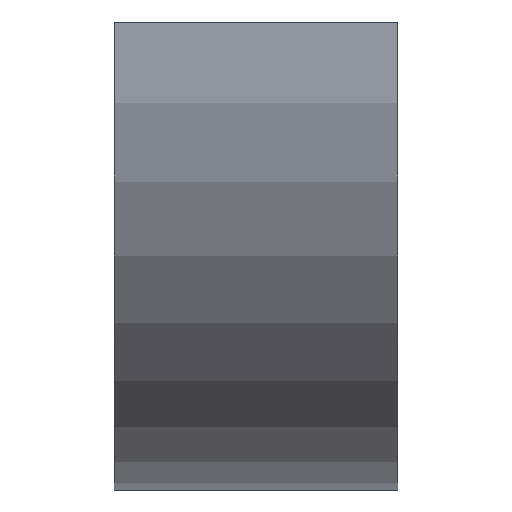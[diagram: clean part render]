
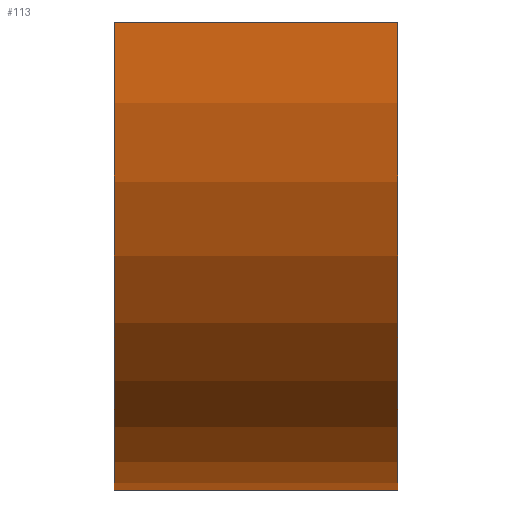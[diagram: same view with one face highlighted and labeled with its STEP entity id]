
A CAD part, left-side view. The second image highlights one B-rep face of the part: STEP entity #113.
In plain terms, the highlighted cylindrical face has radius 4.191 mm (diameter 8.382 mm), a partial arc.
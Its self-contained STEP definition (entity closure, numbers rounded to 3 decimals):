
#57=CARTESIAN_POINT('Line Origine',(-133.051,1.27,16.158)) ;
#61=CARTESIAN_POINT('Vertex',(-133.051,0.,16.158)) ;
#63=CARTESIAN_POINT('Vertex',(-133.051,2.54,16.158)) ;
#70=CARTESIAN_POINT('Vertex',(-124.669,0.,16.158)) ;
#73=CARTESIAN_POINT('Line Origine',(-124.669,1.27,16.158)) ;
#77=CARTESIAN_POINT('Vertex',(-124.669,2.54,16.158)) ;
#92=CARTESIAN_POINT('Axis2P3D Location',(-128.86,1.27,16.158)) ;
#97=CARTESIAN_POINT('Axis2P3D Location',(-128.86,0.,16.158)) ;
#102=CARTESIAN_POINT('Axis2P3D Location',(-128.86,2.54,16.158)) ;
#58=DIRECTION('Vector Direction',(0.,1.,0.)) ;
#74=DIRECTION('Vector Direction',(0.,1.,0.)) ;
#93=DIRECTION('Axis2P3D Direction',(0.,1.,0.)) ;
#94=DIRECTION('Axis2P3D XDirection',(1.,-0.,0.)) ;
#98=DIRECTION('Axis2P3D Direction',(0.,1.,0.)) ;
#103=DIRECTION('Axis2P3D Direction',(0.,1.,0.)) ;
#95=AXIS2_PLACEMENT_3D('Cylinder Axis2P3D',#92,#93,#94) ;
#99=AXIS2_PLACEMENT_3D('Circle Axis2P3D',#97,#98,$) ;
#104=AXIS2_PLACEMENT_3D('Circle Axis2P3D',#102,#103,$) ;
#108=ORIENTED_EDGE('',*,*,#79,.F.) ;
#109=ORIENTED_EDGE('',*,*,#101,.T.) ;
#110=ORIENTED_EDGE('',*,*,#65,.T.) ;
#111=ORIENTED_EDGE('',*,*,#106,.F.) ;
#59=VECTOR('Line Direction',#58,1.) ;
#75=VECTOR('Line Direction',#74,1.) ;
#113=ADVANCED_FACE('PartBody',(#112),#96,.T.) ;
#100=CIRCLE('generated circle',#99,4.191) ;
#105=CIRCLE('generated circle',#104,4.191) ;
#96=CYLINDRICAL_SURFACE('generated cylinder',#95,4.191) ;
#65=EDGE_CURVE('',#62,#64,#60,.T.) ;
#79=EDGE_CURVE('',#71,#78,#76,.T.) ;
#101=EDGE_CURVE('',#71,#62,#100,.T.) ;
#106=EDGE_CURVE('',#78,#64,#105,.T.) ;
#107=EDGE_LOOP('',(#108,#109,#110,#111)) ;
#112=FACE_OUTER_BOUND('',#107,.T.) ;
#60=LINE('Line',#57,#59) ;
#76=LINE('Line',#73,#75) ;
#62=VERTEX_POINT('',#61) ;
#64=VERTEX_POINT('',#63) ;
#71=VERTEX_POINT('',#70) ;
#78=VERTEX_POINT('',#77) ;
